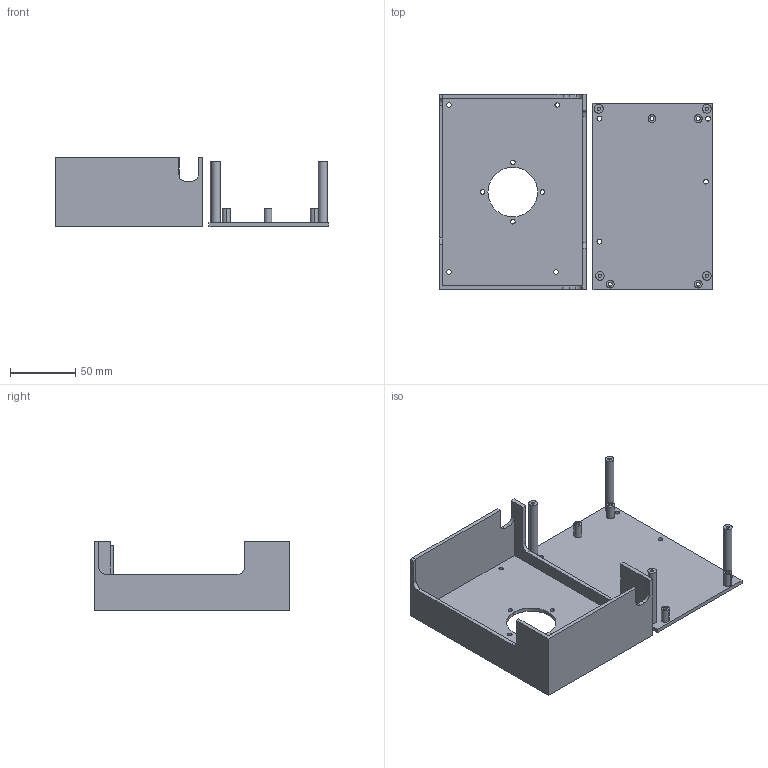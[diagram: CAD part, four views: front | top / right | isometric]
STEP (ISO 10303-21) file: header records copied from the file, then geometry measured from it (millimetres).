
FILE_DESCRIPTION (( 'STEP AP203' ), '1' );
FILE_NAME ('tapa rumba 01.STEP', '2015-10-09T18:23:02', ( '' ), ( '' ), 'SwSTEP 2.0', 'SolidWorks 2014', '' );
FILE_SCHEMA (( 'CONFIG_CONTROL_DESIGN' ));
Length unit declared in the file: millimetre
Products named in the file (1): tapa rumba 01
Bounding box: 209.94 x 149.98 x 53 mm (x, y, z)
Surface area: 105392.2 mm2 (no closed solid volume)
Topology: 0 solids, 2 shells, 114 faces, 293 edges, 194 vertices
Faces by surface type: cylinder 66, plane 48
Entity records: 3658 total; most frequent: DIRECTION 656, CARTESIAN_POINT 602, ORIENTED_EDGE 582, EDGE_CURVE 293, AXIS2_PLACEMENT_3D 248, VERTEX_POINT 194, VECTOR 160, EDGE_LOOP 160
